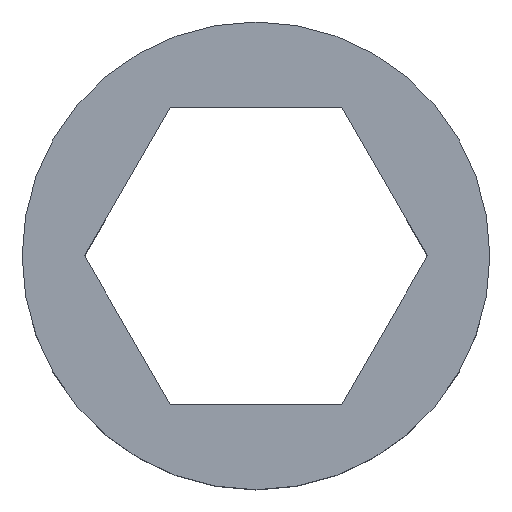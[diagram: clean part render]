
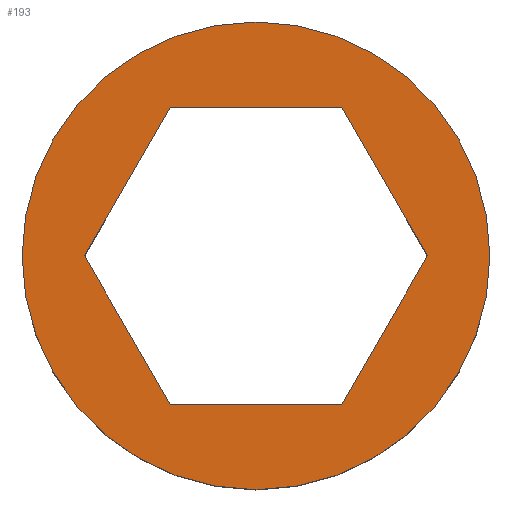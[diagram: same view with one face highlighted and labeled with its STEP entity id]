
A CAD part, top view. The second image highlights one B-rep face of the part: STEP entity #193.
In plain terms, the highlighted planar face has unit normal (0, 0, 1).
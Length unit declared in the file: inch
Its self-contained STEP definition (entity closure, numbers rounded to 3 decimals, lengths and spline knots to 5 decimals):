
#18 = DIRECTION ( 'NONE',  ( -0.5, 0.866, 0. ) ) ;
#32 = VERTEX_POINT ( 'NONE', #94 ) ;
#36 = EDGE_CURVE ( 'NONE', #52, #32, #42, .T. ) ;
#41 = LINE ( 'NONE', #169, #303 ) ;
#42 = LINE ( 'NONE', #271, #100 ) ;
#43 = DIRECTION ( 'NONE',  ( 0.5, -0.866, 0. ) ) ;
#47 = CARTESIAN_POINT ( 'NONE',  ( -0.28868, 0., 0.25 ) ) ;
#49 = VERTEX_POINT ( 'NONE', #167 ) ;
#51 = EDGE_CURVE ( 'NONE', #49, #52, #41, .T. ) ;
#52 = VERTEX_POINT ( 'NONE', #291 ) ;
#53 = DIRECTION ( 'NONE',  ( 1., 0., 0. ) ) ;
#58 = VERTEX_POINT ( 'NONE', #201 ) ;
#59 = DIRECTION ( 'NONE',  ( 0., 0., 1. ) ) ;
#60 = EDGE_LOOP ( 'NONE', ( #160, #279, #150, #296, #172, #67 ) ) ;
#61 = CARTESIAN_POINT ( 'NONE',  ( 0.28868, 0., 0.25 ) ) ;
#67 = ORIENTED_EDGE ( 'NONE', *, *, #221, .F. ) ;
#71 = ORIENTED_EDGE ( 'NONE', *, *, #293, .T. ) ;
#76 = EDGE_LOOP ( 'NONE', ( #71 ) ) ;
#77 = CARTESIAN_POINT ( 'NONE',  ( -0.14434, 0.25, 0.25 ) ) ;
#81 = CARTESIAN_POINT ( 'NONE',  ( 0.3937, 0., 0.25 ) ) ;
#93 = VERTEX_POINT ( 'NONE', #81 ) ;
#94 = CARTESIAN_POINT ( 'NONE',  ( 0.28868, 0., 0.25 ) ) ;
#100 = VECTOR ( 'NONE', #290, 39.37008 ) ;
#108 = EDGE_CURVE ( 'NONE', #58, #49, #148, .T. ) ;
#113 = FACE_BOUND ( 'NONE', #60, .T. ) ;
#116 = CARTESIAN_POINT ( 'NONE',  ( -0.14434, 0.25, 0.25 ) ) ;
#125 = VERTEX_POINT ( 'NONE', #286 ) ;
#132 = DIRECTION ( 'NONE',  ( 1., 0., 0. ) ) ;
#134 = LINE ( 'NONE', #61, #287 ) ;
#147 = VERTEX_POINT ( 'NONE', #116 ) ;
#148 = LINE ( 'NONE', #47, #309 ) ;
#150 = ORIENTED_EDGE ( 'NONE', *, *, #51, .F. ) ;
#160 = ORIENTED_EDGE ( 'NONE', *, *, #243, .F. ) ;
#167 = CARTESIAN_POINT ( 'NONE',  ( -0.14434, -0.25, 0.25 ) ) ;
#169 = CARTESIAN_POINT ( 'NONE',  ( -0.14434, -0.25, 0.25 ) ) ;
#172 = ORIENTED_EDGE ( 'NONE', *, *, #182, .F. ) ;
#173 = DIRECTION ( 'NONE',  ( -1., 0., 0. ) ) ;
#182 = EDGE_CURVE ( 'NONE', #147, #58, #284, .T. ) ;
#183 = AXIS2_PLACEMENT_3D ( 'NONE', #244, #282, #132 ) ;
#186 = DIRECTION ( 'NONE',  ( 1., 0., 0. ) ) ;
#188 = VECTOR ( 'NONE', #173, 39.37008 ) ;
#189 = CARTESIAN_POINT ( 'NONE',  ( 0.14434, 0.25, 0.25 ) ) ;
#193 = ADVANCED_FACE ( 'NONE', ( #262, #113 ), #304, .T. ) ;
#201 = CARTESIAN_POINT ( 'NONE',  ( -0.28868, 0., 0.25 ) ) ;
#209 = CARTESIAN_POINT ( 'NONE',  ( 0., 0., 0.25 ) ) ;
#211 = CIRCLE ( 'NONE', #255, 0.3937 ) ;
#221 = EDGE_CURVE ( 'NONE', #125, #147, #227, .T. ) ;
#227 = LINE ( 'NONE', #189, #188 ) ;
#243 = EDGE_CURVE ( 'NONE', #32, #125, #134, .T. ) ;
#244 = CARTESIAN_POINT ( 'NONE',  ( 0., 0., 0.25 ) ) ;
#255 = AXIS2_PLACEMENT_3D ( 'NONE', #209, #59, #186 ) ;
#261 = DIRECTION ( 'NONE',  ( -0.5, -0.866, 0. ) ) ;
#262 = FACE_OUTER_BOUND ( 'NONE', #76, .T. ) ;
#267 = VECTOR ( 'NONE', #261, 39.37008 ) ;
#271 = CARTESIAN_POINT ( 'NONE',  ( 0.14434, -0.25, 0.25 ) ) ;
#279 = ORIENTED_EDGE ( 'NONE', *, *, #36, .F. ) ;
#282 = DIRECTION ( 'NONE',  ( 0., 0., 1. ) ) ;
#284 = LINE ( 'NONE', #77, #267 ) ;
#286 = CARTESIAN_POINT ( 'NONE',  ( 0.14434, 0.25, 0.25 ) ) ;
#287 = VECTOR ( 'NONE', #18, 39.37008 ) ;
#290 = DIRECTION ( 'NONE',  ( 0.5, 0.866, 0. ) ) ;
#291 = CARTESIAN_POINT ( 'NONE',  ( 0.14434, -0.25, 0.25 ) ) ;
#293 = EDGE_CURVE ( 'NONE', #93, #93, #211, .T. ) ;
#296 = ORIENTED_EDGE ( 'NONE', *, *, #108, .F. ) ;
#303 = VECTOR ( 'NONE', #53, 39.37008 ) ;
#304 = PLANE ( 'NONE',  #183 ) ;
#309 = VECTOR ( 'NONE', #43, 39.37008 ) ;
